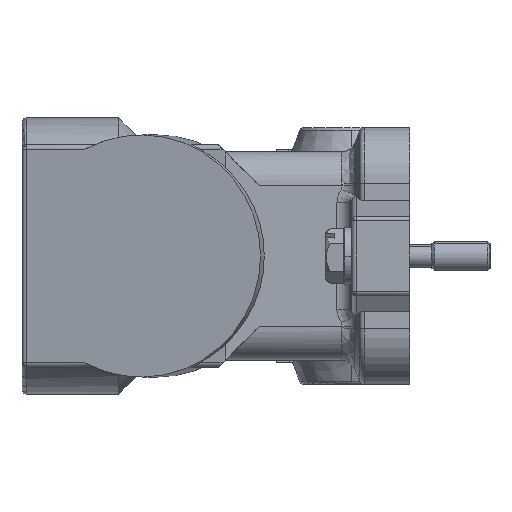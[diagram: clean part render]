
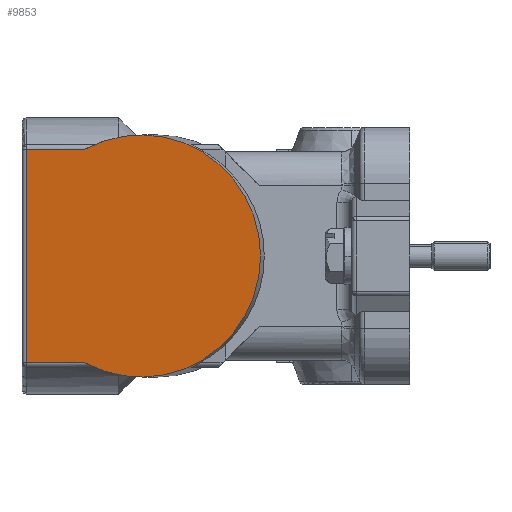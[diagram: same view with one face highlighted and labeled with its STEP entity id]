
A CAD part, left-side view. The second image highlights one B-rep face of the part: STEP entity #9853.
In plain terms, the highlighted planar face has unit normal (-0.985, 0.174, 0).
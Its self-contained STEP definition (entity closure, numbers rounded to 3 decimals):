
#1430=DIRECTION('',(-0.174,-0.985,0.));
#1431=VECTOR('',#1430,12.287);
#1432=CARTESIAN_POINT('',(-42.536,149.174,22.));
#1433=LINE('',#1432,#1431);
#1453=DIRECTION('',(0.,0.,1.));
#1454=VECTOR('',#1453,44.);
#1455=CARTESIAN_POINT('',(-42.536,149.174,
-22.));
#1456=LINE('',#1455,#1454);
#1467=DIRECTION('',(0.174,0.985,0.));
#1468=VECTOR('',#1467,12.287);
#1469=CARTESIAN_POINT('',(-44.67,137.074,
-22.));
#1470=LINE('',#1469,#1468);
#1486=CARTESIAN_POINT('',(-44.67,137.074,
-22.));
#1488=CARTESIAN_POINT('',(-46.732,125.38,
0.));
#1489=DIRECTION('',(-0.985,0.174,0.));
#1490=DIRECTION('',(-0.174,-0.985,0.));
#1491=AXIS2_PLACEMENT_3D('',#1488,#1489,#1490);
#1493=CARTESIAN_POINT('',(-46.732,125.38,
0.));
#1494=DIRECTION('',(-0.985,0.174,0.));
#1495=DIRECTION('',(0.082,0.468,-0.88));
#1496=AXIS2_PLACEMENT_3D('',#1493,#1494,#1495);
#6364=CARTESIAN_POINT('',(-42.536,149.174,
-22.));
#6365=VERTEX_POINT('',#6364);
#6416=CARTESIAN_POINT('',(-42.536,149.174,22.));
#6418=VERTEX_POINT('',#6416);
#6599=VERTEX_POINT('',#1486);
#6614=CARTESIAN_POINT('',(-51.073,100.76,
0.));
#6615=CARTESIAN_POINT('',(-44.67,137.074,22.));
#6616=VERTEX_POINT('',#6614);
#6617=VERTEX_POINT('',#6615);
#9841=CARTESIAN_POINT('',(-46.732,125.38,
0.));
#9842=DIRECTION('',(0.985,-0.174,0.));
#9843=DIRECTION('',(0.174,0.985,0.));
#9844=AXIS2_PLACEMENT_3D('',#9841,#9842,#9843);
#9845=PLANE('',#9844);
#9846=ORIENTED_EDGE('',*,*,#9834,.T.);
#9847=ORIENTED_EDGE('',*,*,#9810,.T.);
#9848=ORIENTED_EDGE('',*,*,#9778,.T.);
#9849=ORIENTED_EDGE('',*,*,#9761,.F.);
#9850=ORIENTED_EDGE('',*,*,#9759,.F.);
#9851=EDGE_LOOP('',(#9846,#9847,#9848,#9849,#9850));
#9852=FACE_OUTER_BOUND('',#9851,.F.);
#9853=ADVANCED_FACE('',(#9852),#9845,.F.);
#1492=CIRCLE('',#1491,25.);
#1497=CIRCLE('',#1496,25.);
#9759=EDGE_CURVE('',#6599,#6616,#1497,.T.);
#9761=EDGE_CURVE('',#6616,#6617,#1492,.T.);
#9778=EDGE_CURVE('',#6418,#6617,#1433,.T.);
#9810=EDGE_CURVE('',#6365,#6418,#1456,.T.);
#9834=EDGE_CURVE('',#6599,#6365,#1470,.T.);
